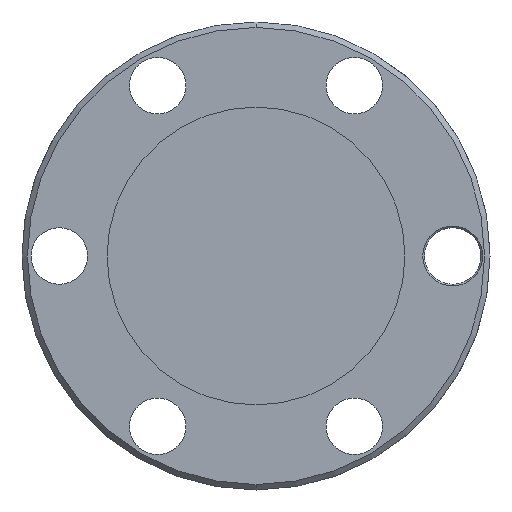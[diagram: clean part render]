
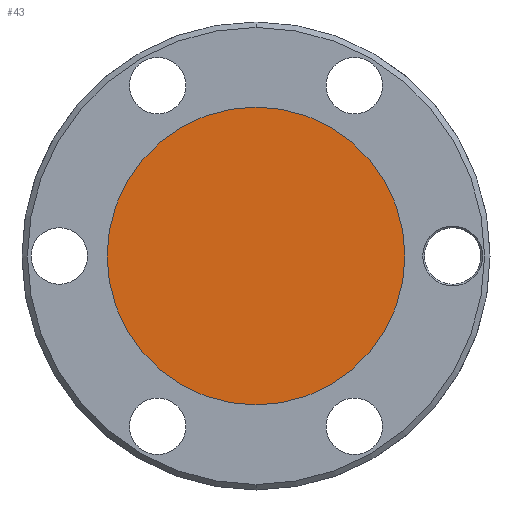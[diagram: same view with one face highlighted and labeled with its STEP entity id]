
A CAD part, front view. The second image highlights one B-rep face of the part: STEP entity #43.
In plain terms, the highlighted planar face has unit normal (0, -1, 0).
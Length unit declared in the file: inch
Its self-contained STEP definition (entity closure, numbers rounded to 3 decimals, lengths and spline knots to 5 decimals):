
#43 = ADVANCED_FACE ( 'NONE', ( #1333 ), #802, .T. ) ;
#96 = CARTESIAN_POINT ( 'NONE',  ( 0., 0.025, 0. ) ) ;
#111 = VERTEX_POINT ( 'NONE', #496 ) ;
#432 = CIRCLE ( 'NONE', #1042, 0.875 ) ;
#496 = CARTESIAN_POINT ( 'NONE',  ( 0., 0.025, 0.875 ) ) ;
#506 = VERTEX_POINT ( 'NONE', #1296 ) ;
#516 = DIRECTION ( 'NONE',  ( 0., 0., -1. ) ) ;
#555 = AXIS2_PLACEMENT_3D ( 'NONE', #1504, #626, #1629 ) ;
#576 = CIRCLE ( 'NONE', #1723, 0.875 ) ;
#626 = DIRECTION ( 'NONE',  ( 0., -1., 0. ) ) ;
#802 = PLANE ( 'NONE',  #555 ) ;
#922 = DIRECTION ( 'NONE',  ( 0., -1., 0. ) ) ;
#1042 = AXIS2_PLACEMENT_3D ( 'NONE', #96, #922, #1227 ) ;
#1080 = CARTESIAN_POINT ( 'NONE',  ( 0., 0.025, 0. ) ) ;
#1200 = ORIENTED_EDGE ( 'NONE', *, *, #1290, .T. ) ;
#1227 = DIRECTION ( 'NONE',  ( 0., 0., -1. ) ) ;
#1290 = EDGE_CURVE ( 'NONE', #111, #506, #432, .T. ) ;
#1296 = CARTESIAN_POINT ( 'NONE',  ( 0., 0.025, -0.875 ) ) ;
#1333 = FACE_OUTER_BOUND ( 'NONE', #1727, .T. ) ;
#1504 = CARTESIAN_POINT ( 'NONE',  ( 0., 0.025, 0. ) ) ;
#1629 = DIRECTION ( 'NONE',  ( -0.547, 0., 0.837 ) ) ;
#1653 = DIRECTION ( 'NONE',  ( 0., -1., 0. ) ) ;
#1723 = AXIS2_PLACEMENT_3D ( 'NONE', #1080, #1653, #516 ) ;
#1727 = EDGE_LOOP ( 'NONE', ( #1806, #1200 ) ) ;
#1764 = EDGE_CURVE ( 'NONE', #506, #111, #576, .T. ) ;
#1806 = ORIENTED_EDGE ( 'NONE', *, *, #1764, .T. ) ;
